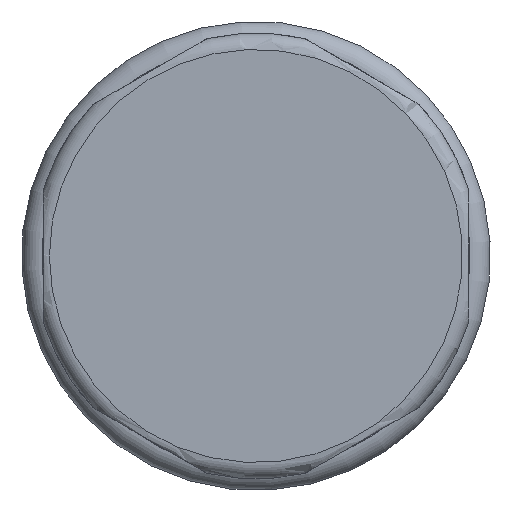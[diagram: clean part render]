
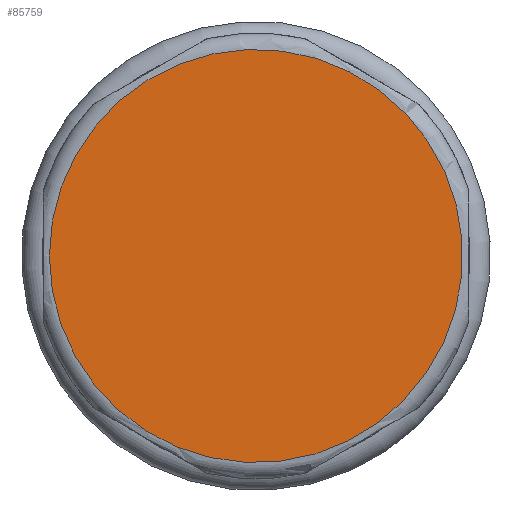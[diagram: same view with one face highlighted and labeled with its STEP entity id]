
A CAD part, left-side view. The second image highlights one B-rep face of the part: STEP entity #85759.
In plain terms, the highlighted planar face has unit normal (-1, 0, 0).
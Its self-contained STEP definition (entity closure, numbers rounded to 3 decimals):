
#85165=CARTESIAN_POINT('',(0.0,10.2,0.0));
#85166=VERTEX_POINT('',#85165);
#85167=CARTESIAN_POINT('',(0.0,0.0,0.0));
#85168=DIRECTION('',(1.0,0.0,0.0));
#85169=DIRECTION('',(0.0,-1.0,0.0));
#85170=AXIS2_PLACEMENT_3D('',#85167,#85168,#85169);
#85171=CIRCLE('',#85170,10.2);
#85172=EDGE_CURVE('',#85166,#85166,#85171,.T.);
#85751=CARTESIAN_POINT('',(0.0,8.65,0.0));
#85752=DIRECTION('',(-1.0,0.0,0.0));
#85753=DIRECTION('',(0.0,0.0,1.0));
#85754=AXIS2_PLACEMENT_3D('',#85751,#85752,#85753);
#85755=PLANE('',#85754);
#85756=ORIENTED_EDGE('',*,*,#85172,.F.);
#85757=EDGE_LOOP('',(#85756));
#85758=FACE_OUTER_BOUND('',#85757,.T.);
#85759=ADVANCED_FACE('',(#85758),#85755,.T.);
